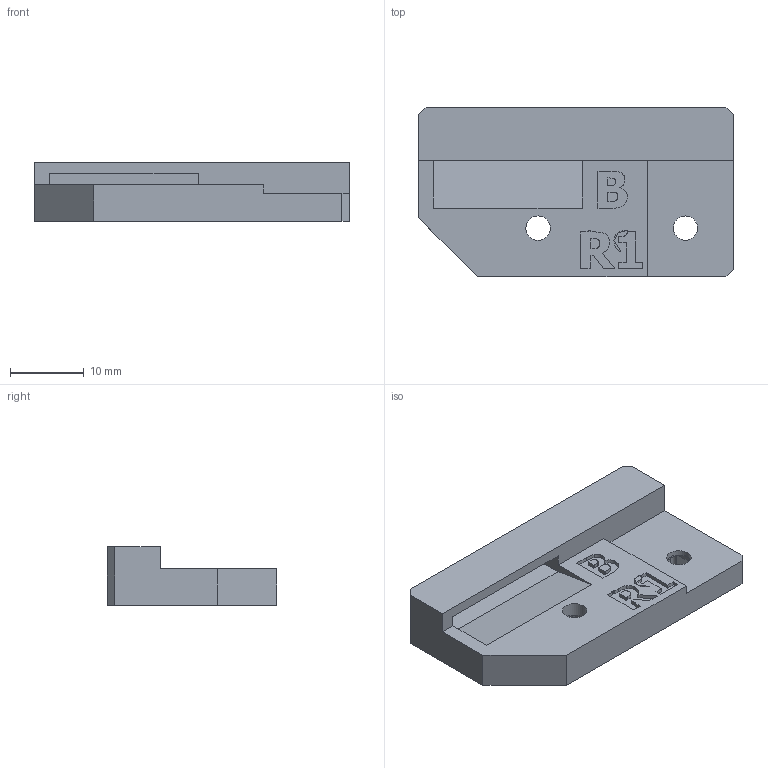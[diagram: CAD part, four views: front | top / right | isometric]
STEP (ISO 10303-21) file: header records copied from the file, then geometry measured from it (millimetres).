
FILE_DESCRIPTION(/* description */ (''),/* implementation_level */ '2;1');
FILE_NAME(/* name */ 'door_magnet_b-R1.stp',/* time_stamp */ '2023-07-03T09:41:58+02:00',/* author */ ('borek.rajtora'),/* organization */ (''),/* preprocessor_version */ 'ST-DEVELOPER v19',/* originating_system */ 'Autodesk Inventor 2023',/* authorisation */ '');
FILE_SCHEMA (('AUTOMOTIVE_DESIGN { 1 0 10303 214 3 1 1 }'));
Length unit declared in the file: millimetre
Products named in the file (1): magnet_holder_MIR
Bounding box: 42.7 x 23 x 8 mm (x, y, z)
Volume: 4722.6 mm3; surface area: 3363.8 mm2
Topology: 1 solids, 1 shells, 184 faces, 498 edges, 322 vertices
Faces by surface type: plane 144, bspline 26, cylinder 14
Full cylindrical faces by diameter (mm): 3.3 x2
Entity records: 5899 total; most frequent: CARTESIAN_POINT 1343, ORIENTED_EDGE 996, DIRECTION 830, EDGE_CURVE 498, LINE 380, VECTOR 380, VERTEX_POINT 322, AXIS2_PLACEMENT_3D 225
